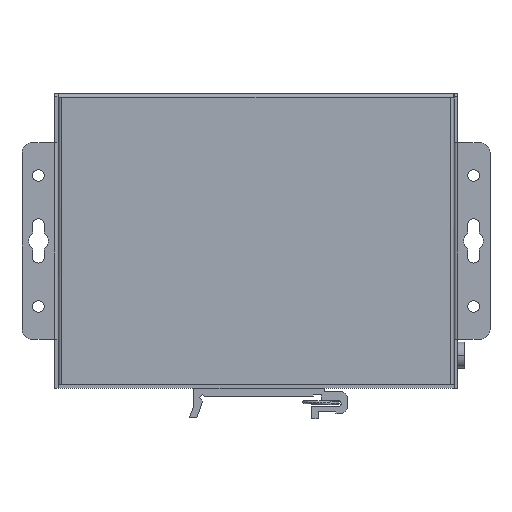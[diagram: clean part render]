
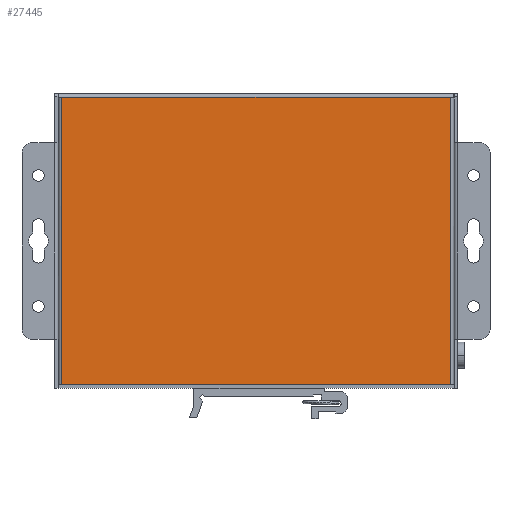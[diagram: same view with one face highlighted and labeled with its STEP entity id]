
A CAD part, top view. The second image highlights one B-rep face of the part: STEP entity #27445.
In plain terms, the highlighted planar face has unit normal (0, 0, 1).
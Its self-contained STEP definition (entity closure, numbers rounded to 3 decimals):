
#25740=DIRECTION('',(1.,0.,0.));
#25741=VECTOR('',#25740,118.6);
#25742=CARTESIAN_POINT('',(-59.3,43.35,0.));
#25743=LINE('',#25742,#25741);
#25835=DIRECTION('',(0.,1.,0.));
#25836=VECTOR('',#25835,87.8);
#25837=CARTESIAN_POINT('',(-59.3,-44.45,0.));
#25838=LINE('',#25837,#25836);
#25843=DIRECTION('',(0.,-1.,0.));
#25844=VECTOR('',#25843,87.8);
#25845=CARTESIAN_POINT('',(59.3,43.35,0.));
#25846=LINE('',#25845,#25844);
#26055=DIRECTION('',(-1.,0.,0.));
#26056=VECTOR('',#26055,118.6);
#26057=CARTESIAN_POINT('',(59.3,-44.45,0.));
#26058=LINE('',#26057,#26056);
#26214=CARTESIAN_POINT('',(-59.3,43.35,0.));
#26816=CARTESIAN_POINT('',(59.3,-44.45,0.));
#26817=CARTESIAN_POINT('',(-59.3,-44.45,0.));
#26818=VERTEX_POINT('',#26816);
#26819=VERTEX_POINT('',#26817);
#26989=VERTEX_POINT('',#26214);
#27020=CARTESIAN_POINT('',(59.3,43.35,0.));
#27021=VERTEX_POINT('',#27020);
#27432=CARTESIAN_POINT('',(-60.4,44.45,0.));
#27433=DIRECTION('',(0.,0.,-1.));
#27434=DIRECTION('',(-1.,0.,0.));
#27435=AXIS2_PLACEMENT_3D('',#27432,#27433,#27434);
#27436=PLANE('',#27435);
#27438=ORIENTED_EDGE('',*,*,#27437,.T.);
#27440=ORIENTED_EDGE('',*,*,#27439,.T.);
#27441=ORIENTED_EDGE('',*,*,#27420,.T.);
#27442=ORIENTED_EDGE('',*,*,#27284,.T.);
#27443=EDGE_LOOP('',(#27438,#27440,#27441,#27442));
#27444=FACE_OUTER_BOUND('',#27443,.F.);
#27284=EDGE_CURVE('',#26989,#27021,#25743,.T.);
#27420=EDGE_CURVE('',#26819,#26989,#25838,.T.);
#27437=EDGE_CURVE('',#27021,#26818,#25846,.T.);
#27439=EDGE_CURVE('',#26818,#26819,#26058,.T.);
#27445=ADVANCED_FACE('',(#27444),#27436,.F.);
